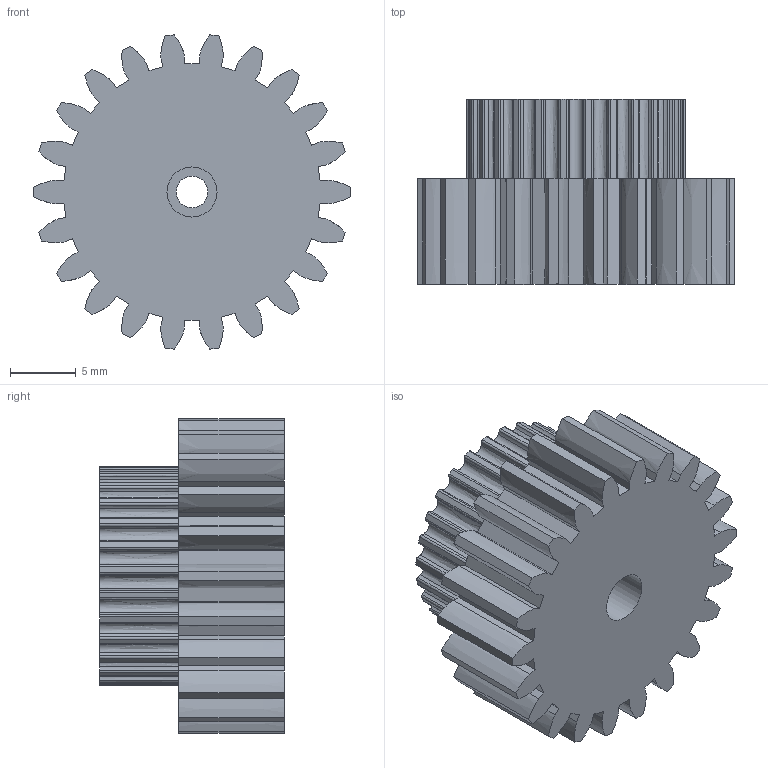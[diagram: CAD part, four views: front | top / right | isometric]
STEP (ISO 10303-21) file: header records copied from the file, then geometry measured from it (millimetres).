
FILE_DESCRIPTION(('FreeCAD Model'),'2;1');
FILE_NAME('Open CASCADE Shape Model','2023-02-20T21:07:58',(''),(''), 'Open CASCADE STEP processor 7.6','FreeCAD','Unknown');
FILE_SCHEMA(('AUTOMOTIVE_DESIGN { 1 0 10303 214 1 1 1 1 }'));
Length unit declared in the file: millimetre
Products named in the file (1): шкив на моторе перемещения
Bounding box: 23.99 x 14 x 23.85 mm (x, y, z)
Volume: 3941 mm3; surface area: 2533.8 mm2
Topology: 1 solids, 1 shells, 305 faces, 900 edges, 600 vertices
Faces by surface type: extrusion 284, plane 11, cylinder 10
Full cylindrical faces by diameter (mm): 2.4 x1, 3.8 x1
Entity records: 22186 total; most frequent: CARTESIAN_POINT 7162, DIRECTION 1906, VECTOR 1808, ORIENTED_EDGE 1800, PCURVE 1800, DEFINITIONAL_REPRESENTATION 1800, LINE 1524, EDGE_CURVE 900
